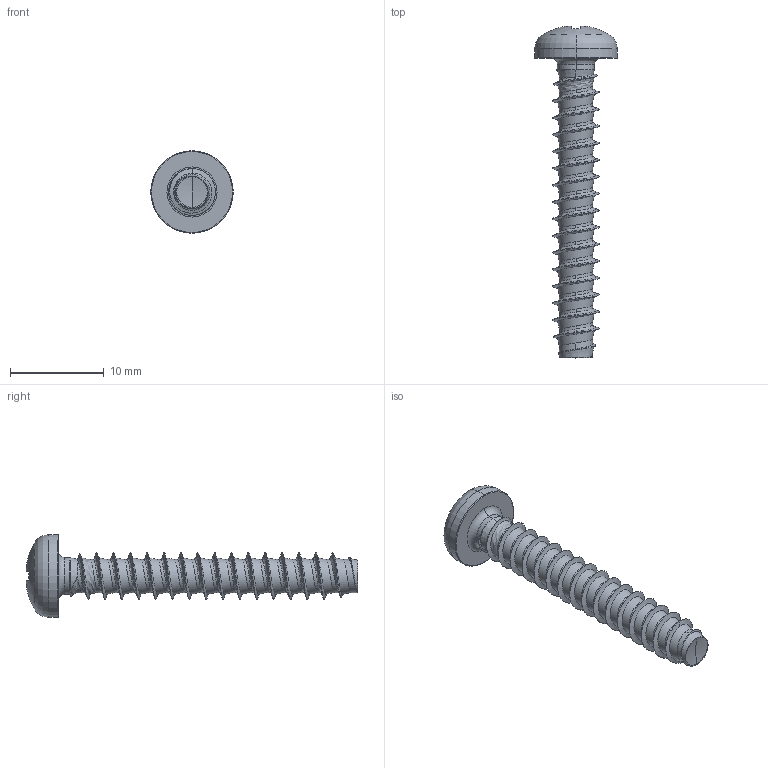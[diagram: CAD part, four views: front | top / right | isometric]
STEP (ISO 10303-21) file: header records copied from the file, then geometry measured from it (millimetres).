
FILE_DESCRIPTION (( 'STEP AP203' ), '1' );
FILE_NAME ('STP220500320.STEP', '2020-09-03T15:36:19', ( '' ), ( '' ), 'SwSTEP 2.0', 'SolidWorks 2015', '' );
FILE_SCHEMA (( 'CONFIG_CONTROL_DESIGN' ));
Length unit declared in the file: millimetre
Products named in the file (2): STP220500320
Bounding box: 8.8 x 35.44 x 8.8 mm (x, y, z)
Volume: 520.7 mm3; surface area: 784 mm2
Topology: 1 solids, 1 shells, 200 faces, 486 edges, 288 vertices
Faces by surface type: cylinder 59, bspline 55, plane 30, torus 28, sphere 20, cone 8
Entity records: 37131 total; most frequent: CARTESIAN_POINT 32864, ORIENTED_EDGE 968, DIRECTION 757, EDGE_CURVE 484, AXIS2_PLACEMENT_3D 327, VERTEX_POINT 288, EDGE_LOOP 202, ADVANCED_FACE 200
